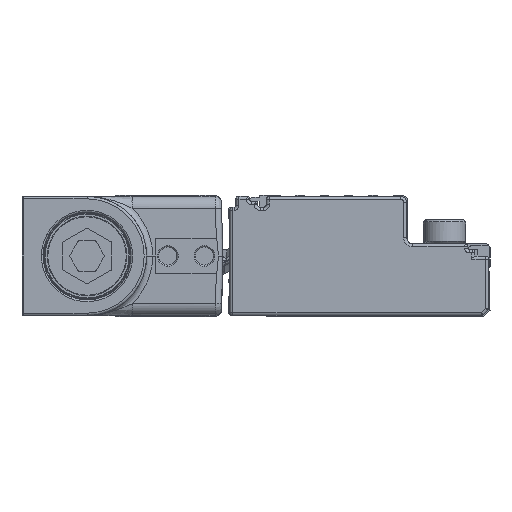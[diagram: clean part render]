
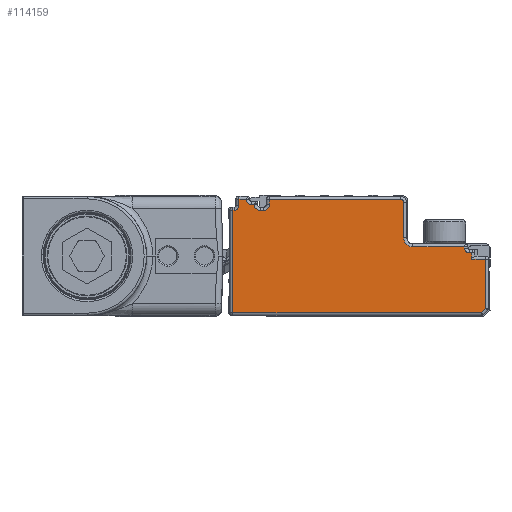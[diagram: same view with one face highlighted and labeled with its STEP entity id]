
A CAD part, left-side view. The second image highlights one B-rep face of the part: STEP entity #114159.
In plain terms, the highlighted planar face has unit normal (-1, 0, 0).
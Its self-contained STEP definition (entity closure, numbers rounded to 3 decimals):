
#113966=AXIS2_PLACEMENT_3D('Circle Axis2P3D',#113964,#113965,$) ;
#113979=AXIS2_PLACEMENT_3D('Plane Axis2P3D',#113976,#113977,#113978) ;
#113999=AXIS2_PLACEMENT_3D('Circle Axis2P3D',#113997,#113998,$) ;
#114018=AXIS2_PLACEMENT_3D('Circle Axis2P3D',#114016,#114017,$) ;
#114039=AXIS2_PLACEMENT_3D('Circle Axis2P3D',#114037,#114038,$) ;
#114053=AXIS2_PLACEMENT_3D('Circle Axis2P3D',#114051,#114052,$) ;
#114067=AXIS2_PLACEMENT_3D('Circle Axis2P3D',#114065,#114066,$) ;
#114088=AXIS2_PLACEMENT_3D('Circle Axis2P3D',#114086,#114087,$) ;
#113612=CARTESIAN_POINT('Vertex',(-278.,4.2,3.5)) ;
#113619=CARTESIAN_POINT('Vertex',(-278.,12.7,3.5)) ;
#113622=CARTESIAN_POINT('Line Origine',(-278.,21.5,3.5)) ;
#113961=CARTESIAN_POINT('Vertex',(-278.,14.2,5.)) ;
#113964=CARTESIAN_POINT('Axis2P3D Location',(-278.,12.7,5.)) ;
#113976=CARTESIAN_POINT('Axis2P3D Location',(-278.,0.2,-7.8)) ;
#113981=CARTESIAN_POINT('Line Origine',(-278.,3.,2.)) ;
#113985=CARTESIAN_POINT('Vertex',(-278.,3.,1.5)) ;
#113987=CARTESIAN_POINT('Vertex',(-278.,3.,2.5)) ;
#113990=CARTESIAN_POINT('Line Origine',(-278.,3.2,2.5)) ;
#113994=CARTESIAN_POINT('Vertex',(-278.,3.4,2.5)) ;
#113997=CARTESIAN_POINT('Axis2P3D Location',(-278.,3.4,3.3)) ;
#114001=CARTESIAN_POINT('Vertex',(-278.,4.2,3.3)) ;
#114004=CARTESIAN_POINT('Line Origine',(-278.,4.2,3.4)) ;
#114009=CARTESIAN_POINT('Line Origine',(-278.,14.2,7.9)) ;
#114013=CARTESIAN_POINT('Vertex',(-278.,14.2,10.8)) ;
#114016=CARTESIAN_POINT('Axis2P3D Location',(-278.,14.7,10.8)) ;
#114020=CARTESIAN_POINT('Vertex',(-278.,14.7,11.3)) ;
#114023=CARTESIAN_POINT('Line Origine',(-278.,25.5,11.3)) ;
#114027=CARTESIAN_POINT('Vertex',(-278.,36.3,11.3)) ;
#114030=CARTESIAN_POINT('Line Origine',(-278.,36.3,10.9)) ;
#114034=CARTESIAN_POINT('Vertex',(-278.,36.3,10.5)) ;
#114037=CARTESIAN_POINT('Axis2P3D Location',(-278.,37.3,10.5)) ;
#114041=CARTESIAN_POINT('Vertex',(-278.,37.3,9.5)) ;
#114044=CARTESIAN_POINT('Line Origine',(-278.,37.55,9.5)) ;
#114048=CARTESIAN_POINT('Vertex',(-278.,37.8,9.5)) ;
#114051=CARTESIAN_POINT('Axis2P3D Location',(-278.,37.8,10.5)) ;
#114055=CARTESIAN_POINT('Vertex',(-278.,38.8,10.5)) ;
#114058=CARTESIAN_POINT('Line Origine',(-278.,39.05,10.5)) ;
#114062=CARTESIAN_POINT('Vertex',(-278.,39.3,10.5)) ;
#114065=CARTESIAN_POINT('Axis2P3D Location',(-278.,39.3,11.3)) ;
#114069=CARTESIAN_POINT('Vertex',(-278.,40.1,11.3)) ;
#114072=CARTESIAN_POINT('Line Origine',(-278.,40.7,11.3)) ;
#114076=CARTESIAN_POINT('Vertex',(-278.,41.3,11.3)) ;
#114079=CARTESIAN_POINT('Line Origine',(-278.,41.3,10.8)) ;
#114083=CARTESIAN_POINT('Vertex',(-278.,41.3,10.3)) ;
#114086=CARTESIAN_POINT('Axis2P3D Location',(-278.,42.1,10.3)) ;
#114090=CARTESIAN_POINT('Vertex',(-278.,42.1,9.5)) ;
#114093=CARTESIAN_POINT('Line Origine',(-278.,42.2,9.5)) ;
#114097=CARTESIAN_POINT('Vertex',(-278.,42.3,9.5)) ;
#114100=CARTESIAN_POINT('Line Origine',(-278.,42.3,1.1)) ;
#114104=CARTESIAN_POINT('Vertex',(-278.,42.3,-7.3)) ;
#114107=CARTESIAN_POINT('Line Origine',(-278.,21.854,-7.3)) ;
#114111=CARTESIAN_POINT('Vertex',(-278.,1.407,-7.3)) ;
#114114=CARTESIAN_POINT('Line Origine',(-278.,1.054,-6.946)) ;
#114118=CARTESIAN_POINT('Vertex',(-278.,0.7,-6.593)) ;
#114121=CARTESIAN_POINT('Line Origine',(-278.,0.7,-2.546)) ;
#114125=CARTESIAN_POINT('Vertex',(-278.,0.7,1.5)) ;
#114128=CARTESIAN_POINT('Line Origine',(-278.,1.85,1.5)) ;
#113623=DIRECTION('Vector Direction',(0.,-1.,0.)) ;
#113965=DIRECTION('Axis2P3D Direction',(1.,0.,0.)) ;
#113977=DIRECTION('Axis2P3D Direction',(-1.,0.,0.)) ;
#113978=DIRECTION('Axis2P3D XDirection',(0.,0.,1.)) ;
#113982=DIRECTION('Vector Direction',(0.,0.,1.)) ;
#113991=DIRECTION('Vector Direction',(0.,1.,0.)) ;
#113998=DIRECTION('Axis2P3D Direction',(-1.,0.,0.)) ;
#114005=DIRECTION('Vector Direction',(0.,0.,-1.)) ;
#114010=DIRECTION('Vector Direction',(0.,0.,1.)) ;
#114017=DIRECTION('Axis2P3D Direction',(-1.,0.,0.)) ;
#114024=DIRECTION('Vector Direction',(0.,1.,0.)) ;
#114031=DIRECTION('Vector Direction',(0.,0.,-1.)) ;
#114038=DIRECTION('Axis2P3D Direction',(-1.,0.,0.)) ;
#114045=DIRECTION('Vector Direction',(0.,1.,0.)) ;
#114052=DIRECTION('Axis2P3D Direction',(-1.,0.,0.)) ;
#114059=DIRECTION('Vector Direction',(0.,-1.,0.)) ;
#114066=DIRECTION('Axis2P3D Direction',(-1.,0.,0.)) ;
#114073=DIRECTION('Vector Direction',(0.,1.,0.)) ;
#114080=DIRECTION('Vector Direction',(0.,0.,-1.)) ;
#114087=DIRECTION('Axis2P3D Direction',(-1.,0.,0.)) ;
#114094=DIRECTION('Vector Direction',(0.,1.,0.)) ;
#114101=DIRECTION('Vector Direction',(0.,0.,-1.)) ;
#114108=DIRECTION('Vector Direction',(0.,-1.,0.)) ;
#114115=DIRECTION('Vector Direction',(0.,-0.707,0.707)) ;
#114122=DIRECTION('Vector Direction',(0.,0.,1.)) ;
#114129=DIRECTION('Vector Direction',(0.,1.,0.)) ;
#113624=VECTOR('Line Direction',#113623,1.) ;
#113983=VECTOR('Line Direction',#113982,1.) ;
#113992=VECTOR('Line Direction',#113991,1.) ;
#114006=VECTOR('Line Direction',#114005,1.) ;
#114011=VECTOR('Line Direction',#114010,1.) ;
#114025=VECTOR('Line Direction',#114024,1.) ;
#114032=VECTOR('Line Direction',#114031,1.) ;
#114046=VECTOR('Line Direction',#114045,1.) ;
#114060=VECTOR('Line Direction',#114059,1.) ;
#114074=VECTOR('Line Direction',#114073,1.) ;
#114081=VECTOR('Line Direction',#114080,1.) ;
#114095=VECTOR('Line Direction',#114094,1.) ;
#114102=VECTOR('Line Direction',#114101,1.) ;
#114109=VECTOR('Line Direction',#114108,1.) ;
#114116=VECTOR('Line Direction',#114115,1.) ;
#114123=VECTOR('Line Direction',#114122,1.) ;
#114130=VECTOR('Line Direction',#114129,1.) ;
#114134=ORIENTED_EDGE('',*,*,#113989,.T.) ;
#114135=ORIENTED_EDGE('',*,*,#113996,.T.) ;
#114136=ORIENTED_EDGE('',*,*,#114003,.T.) ;
#114137=ORIENTED_EDGE('',*,*,#114008,.T.) ;
#114138=ORIENTED_EDGE('',*,*,#113626,.T.) ;
#114139=ORIENTED_EDGE('',*,*,#113968,.T.) ;
#114140=ORIENTED_EDGE('',*,*,#114015,.T.) ;
#114141=ORIENTED_EDGE('',*,*,#114022,.T.) ;
#114142=ORIENTED_EDGE('',*,*,#114029,.T.) ;
#114143=ORIENTED_EDGE('',*,*,#114036,.T.) ;
#114144=ORIENTED_EDGE('',*,*,#114043,.T.) ;
#114145=ORIENTED_EDGE('',*,*,#114050,.T.) ;
#114146=ORIENTED_EDGE('',*,*,#114057,.T.) ;
#114147=ORIENTED_EDGE('',*,*,#114064,.T.) ;
#114148=ORIENTED_EDGE('',*,*,#114071,.T.) ;
#114149=ORIENTED_EDGE('',*,*,#114078,.T.) ;
#114150=ORIENTED_EDGE('',*,*,#114085,.T.) ;
#114151=ORIENTED_EDGE('',*,*,#114092,.T.) ;
#114152=ORIENTED_EDGE('',*,*,#114099,.T.) ;
#114153=ORIENTED_EDGE('',*,*,#114106,.T.) ;
#114154=ORIENTED_EDGE('',*,*,#114113,.T.) ;
#114155=ORIENTED_EDGE('',*,*,#114120,.T.) ;
#114156=ORIENTED_EDGE('',*,*,#114127,.T.) ;
#114157=ORIENTED_EDGE('',*,*,#114132,.T.) ;
#114159=ADVANCED_FACE('\X2\FF8AFF9FFF70FF82\X0\ \X2\FF8EFF9EFF83FF9EFF68FF70\X0\',(#114158),#113980,.T.) ;
#113967=CIRCLE('generated circle',#113966,1.5) ;
#114000=CIRCLE('generated circle',#113999,0.8) ;
#114019=CIRCLE('generated circle',#114018,0.5) ;
#114040=CIRCLE('generated circle',#114039,1.) ;
#114054=CIRCLE('generated circle',#114053,1.) ;
#114068=CIRCLE('generated circle',#114067,0.8) ;
#114089=CIRCLE('generated circle',#114088,0.8) ;
#113626=EDGE_CURVE('',#113613,#113620,#113625,.F.) ;
#113968=EDGE_CURVE('',#113620,#113962,#113967,.T.) ;
#113989=EDGE_CURVE('',#113986,#113988,#113984,.T.) ;
#113996=EDGE_CURVE('',#113988,#113995,#113993,.T.) ;
#114003=EDGE_CURVE('',#113995,#114002,#114000,.F.) ;
#114008=EDGE_CURVE('',#114002,#113613,#114007,.F.) ;
#114015=EDGE_CURVE('',#113962,#114014,#114012,.T.) ;
#114022=EDGE_CURVE('',#114014,#114021,#114019,.T.) ;
#114029=EDGE_CURVE('',#114021,#114028,#114026,.T.) ;
#114036=EDGE_CURVE('',#114028,#114035,#114033,.T.) ;
#114043=EDGE_CURVE('',#114035,#114042,#114040,.F.) ;
#114050=EDGE_CURVE('',#114042,#114049,#114047,.T.) ;
#114057=EDGE_CURVE('',#114049,#114056,#114054,.F.) ;
#114064=EDGE_CURVE('',#114056,#114063,#114061,.F.) ;
#114071=EDGE_CURVE('',#114063,#114070,#114068,.F.) ;
#114078=EDGE_CURVE('',#114070,#114077,#114075,.T.) ;
#114085=EDGE_CURVE('',#114077,#114084,#114082,.T.) ;
#114092=EDGE_CURVE('',#114084,#114091,#114089,.F.) ;
#114099=EDGE_CURVE('',#114091,#114098,#114096,.T.) ;
#114106=EDGE_CURVE('',#114098,#114105,#114103,.T.) ;
#114113=EDGE_CURVE('',#114105,#114112,#114110,.T.) ;
#114120=EDGE_CURVE('',#114112,#114119,#114117,.T.) ;
#114127=EDGE_CURVE('',#114119,#114126,#114124,.T.) ;
#114132=EDGE_CURVE('',#114126,#113986,#114131,.T.) ;
#114133=EDGE_LOOP('',(#114134,#114135,#114136,#114137,#114138,#114139,#114140,#114141,#114142,#114143,#114144,#114145,#114146,#114147,#114148,#114149,#114150,#114151,#114152,#114153,#114154,#114155,#114156,#114157)) ;
#114158=FACE_OUTER_BOUND('',#114133,.T.) ;
#113625=LINE('Line',#113622,#113624) ;
#113984=LINE('Line',#113981,#113983) ;
#113993=LINE('Line',#113990,#113992) ;
#114007=LINE('Line',#114004,#114006) ;
#114012=LINE('Line',#114009,#114011) ;
#114026=LINE('Line',#114023,#114025) ;
#114033=LINE('Line',#114030,#114032) ;
#114047=LINE('Line',#114044,#114046) ;
#114061=LINE('Line',#114058,#114060) ;
#114075=LINE('Line',#114072,#114074) ;
#114082=LINE('Line',#114079,#114081) ;
#114096=LINE('Line',#114093,#114095) ;
#114103=LINE('Line',#114100,#114102) ;
#114110=LINE('Line',#114107,#114109) ;
#114117=LINE('Line',#114114,#114116) ;
#114124=LINE('Line',#114121,#114123) ;
#114131=LINE('Line',#114128,#114130) ;
#113980=PLANE('',#113979) ;
#113613=VERTEX_POINT('',#113612) ;
#113620=VERTEX_POINT('',#113619) ;
#113962=VERTEX_POINT('',#113961) ;
#113986=VERTEX_POINT('',#113985) ;
#113988=VERTEX_POINT('',#113987) ;
#113995=VERTEX_POINT('',#113994) ;
#114002=VERTEX_POINT('',#114001) ;
#114014=VERTEX_POINT('',#114013) ;
#114021=VERTEX_POINT('',#114020) ;
#114028=VERTEX_POINT('',#114027) ;
#114035=VERTEX_POINT('',#114034) ;
#114042=VERTEX_POINT('',#114041) ;
#114049=VERTEX_POINT('',#114048) ;
#114056=VERTEX_POINT('',#114055) ;
#114063=VERTEX_POINT('',#114062) ;
#114070=VERTEX_POINT('',#114069) ;
#114077=VERTEX_POINT('',#114076) ;
#114084=VERTEX_POINT('',#114083) ;
#114091=VERTEX_POINT('',#114090) ;
#114098=VERTEX_POINT('',#114097) ;
#114105=VERTEX_POINT('',#114104) ;
#114112=VERTEX_POINT('',#114111) ;
#114119=VERTEX_POINT('',#114118) ;
#114126=VERTEX_POINT('',#114125) ;
